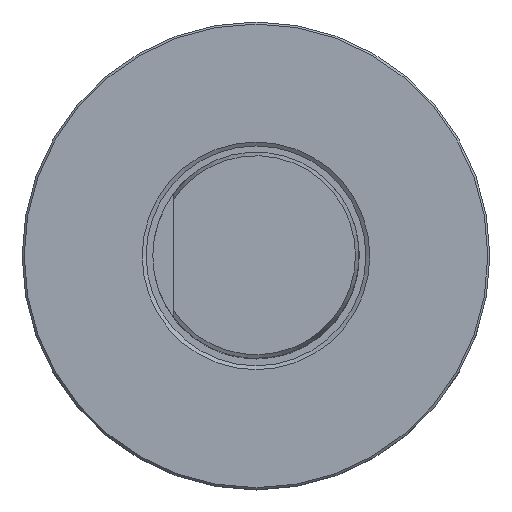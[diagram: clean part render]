
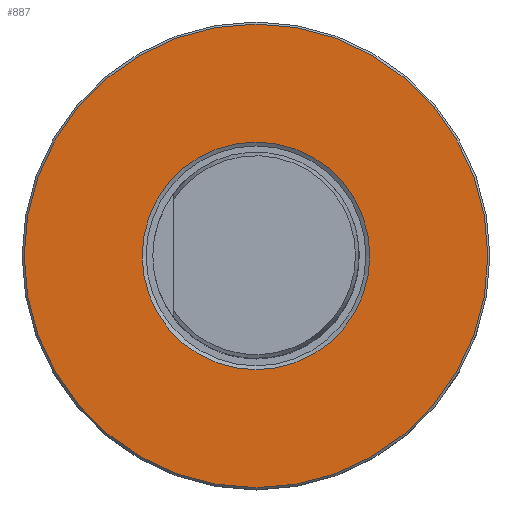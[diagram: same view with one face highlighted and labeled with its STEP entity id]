
A CAD part, top view. The second image highlights one B-rep face of the part: STEP entity #887.
In plain terms, the highlighted planar face has unit normal (0, 0, 1).
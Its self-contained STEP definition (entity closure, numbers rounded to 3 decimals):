
#809=FACE_BOUND('',#1143,.T.);
#810=FACE_BOUND('',#1144,.T.);
#887=ADVANCED_FACE('',(#809,#810),#975,.T.);
#975=PLANE('',#2507);
#1143=EDGE_LOOP('',(#1511));
#1144=EDGE_LOOP('',(#1512));
#1511=ORIENTED_EDGE('',*,*,#2210,.T.);
#1512=ORIENTED_EDGE('',*,*,#2212,.T.);
#1937=VERTEX_POINT('',#3580);
#1939=VERTEX_POINT('',#3585);
#2210=EDGE_CURVE('',#1937,#1937,#2380,.T.);
#2212=EDGE_CURVE('',#1939,#1939,#2382,.T.);
#2380=CIRCLE('',#2496,16.55);
#2382=CIRCLE('',#2499,33.7);
#2496=AXIS2_PLACEMENT_3D('',#3579,#2856,#2857);
#2499=AXIS2_PLACEMENT_3D('',#3584,#2862,#2863);
#2507=AXIS2_PLACEMENT_3D('',#3596,#2878,#2879);
#2856=DIRECTION('',(0.,0.,-1.));
#2857=DIRECTION('',(-1.,0.,0.));
#2862=DIRECTION('',(0.,0.,1.));
#2863=DIRECTION('',(1.,0.,0.));
#2878=DIRECTION('',(0.,0.,1.));
#2879=DIRECTION('',(1.,0.,0.));
#3579=CARTESIAN_POINT('',(0.,0.,0.));
#3580=CARTESIAN_POINT('',(-16.55,0.,0.));
#3584=CARTESIAN_POINT('',(0.,0.,0.));
#3585=CARTESIAN_POINT('',(33.7,0.,0.));
#3596=CARTESIAN_POINT('',(-15.,0.,0.));
